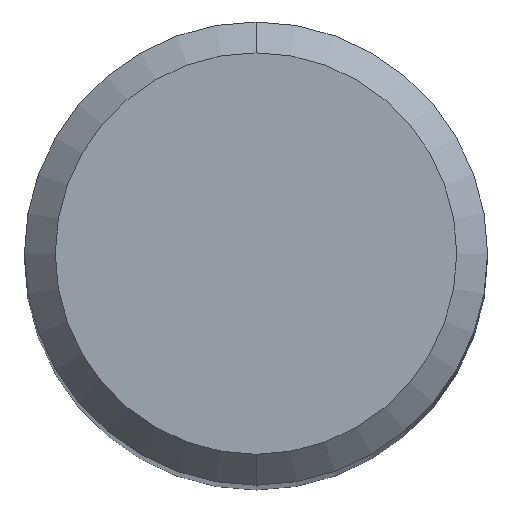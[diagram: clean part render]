
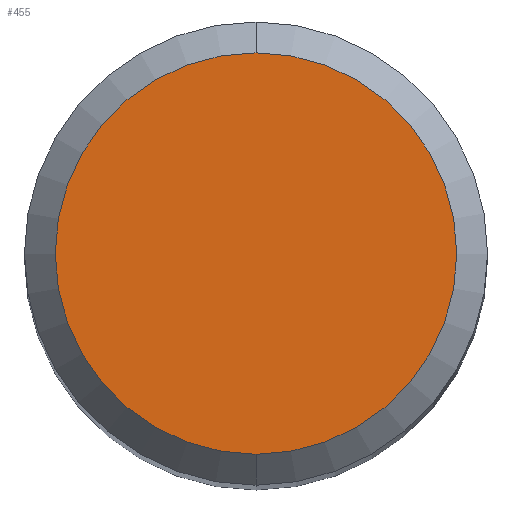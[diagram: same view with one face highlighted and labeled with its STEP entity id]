
A CAD part, top view. The second image highlights one B-rep face of the part: STEP entity #455.
In plain terms, the highlighted planar face has unit normal (0, 0, 1).
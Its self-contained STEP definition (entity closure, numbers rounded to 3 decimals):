
#455=ADVANCED_FACE('',(#976),#977,.T.);
#505=EDGE_CURVE('',#543,#579,#1034,.T.);
#543=VERTEX_POINT('',#1076);
#579=VERTEX_POINT('',#1116);
#693=EDGE_CURVE('',#579,#543,#1240,.T.);
#976=FACE_OUTER_BOUND('',#3065,.T.);
#977=PLANE('',#3066);
#1034=CIRCLE('',#3441,2.6);
#1076=CARTESIAN_POINT('',(0.0,2.6,0.0));
#1116=CARTESIAN_POINT('',(0.,-2.6,0.0));
#1240=CIRCLE('',#4564,2.6);
#3065=EDGE_LOOP('',(#5467,#5468));
#3066=AXIS2_PLACEMENT_3D('',#5469,#5470,#5471);
#3441=AXIS2_PLACEMENT_3D('',#5549,#5550,#5551);
#4564=AXIS2_PLACEMENT_3D('',#5793,#5794,#5795);
#5467=ORIENTED_EDGE('',*,*,#505,.F.);
#5468=ORIENTED_EDGE('',*,*,#693,.F.);
#5469=CARTESIAN_POINT('',(0.0,1.3,0.0));
#5470=DIRECTION('',(-0.0,0.0,1.0));
#5471=DIRECTION('',(0.0,-1.0,0.0));
#5549=CARTESIAN_POINT('',(0.0,0.0,0.0));
#5550=DIRECTION('',(0.0,0.0,-1.0));
#5551=DIRECTION('',(0.0,1.0,0.0));
#5793=CARTESIAN_POINT('',(0.0,0.0,0.0));
#5794=DIRECTION('',(0.0,0.0,-1.0));
#5795=DIRECTION('',(0.0,1.0,0.0));
